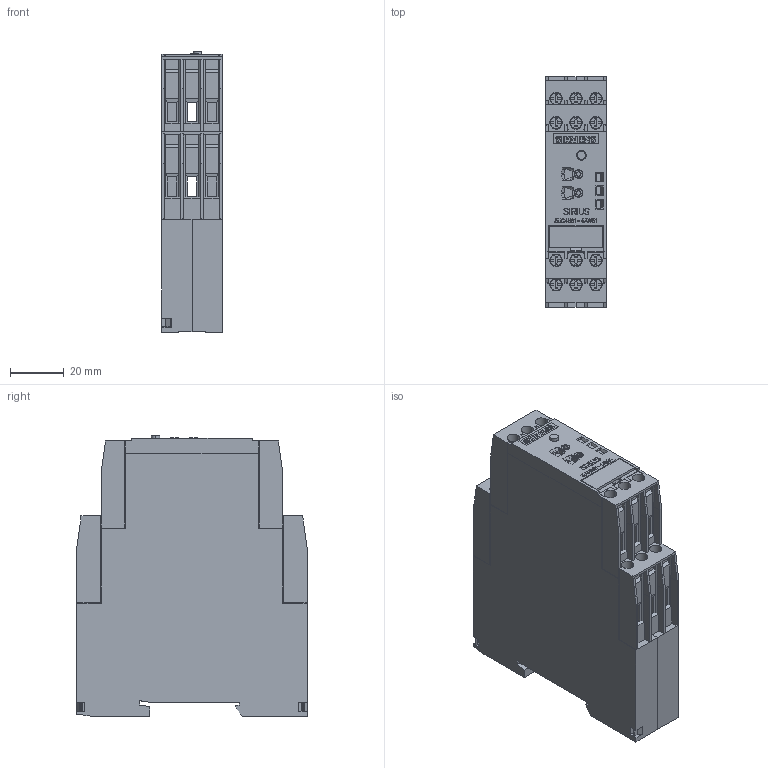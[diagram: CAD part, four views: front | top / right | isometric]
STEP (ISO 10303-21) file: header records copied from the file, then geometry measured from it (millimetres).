
FILE_DESCRIPTION(('STEP AP214'),'1');
FILE_NAME('cctmp_503811D2-93FC-4BD2-A358-AD8B8B7A0BDB_2023_07_24_20_06_41_0192..stp','2023-07-24T18:06:42',('SIEMENS A&D'),('CADClick - www.CADClick.com'),'Spatial InterOp 3D postprocessed',' ','unknown authorization');
FILE_SCHEMA(('AUTOMOTIVE_DESIGN'));
Length unit declared in the file: millimetre
Products named in the file (1): 2023_07_24_20_06_41_0145
Bounding box: 22.5 x 85.65 x 104.3 mm (x, y, z)
Volume: 112513.5 mm3; surface area: 51033.8 mm2
Topology: 1 solids, 1 shells, 1732 faces, 4706 edges, 3086 vertices
Faces by surface type: plane 1462, cylinder 204, cone 66
Entity records: 59720 total; most frequent: CARTESIAN_POINT 10427, ORIENTED_EDGE 9412, DIRECTION 8644, EDGE_CURVE 4706, LINE 4034, VECTOR 4034, VERTEX_POINT 3086, AXIS2_PLACEMENT_3D 2305
